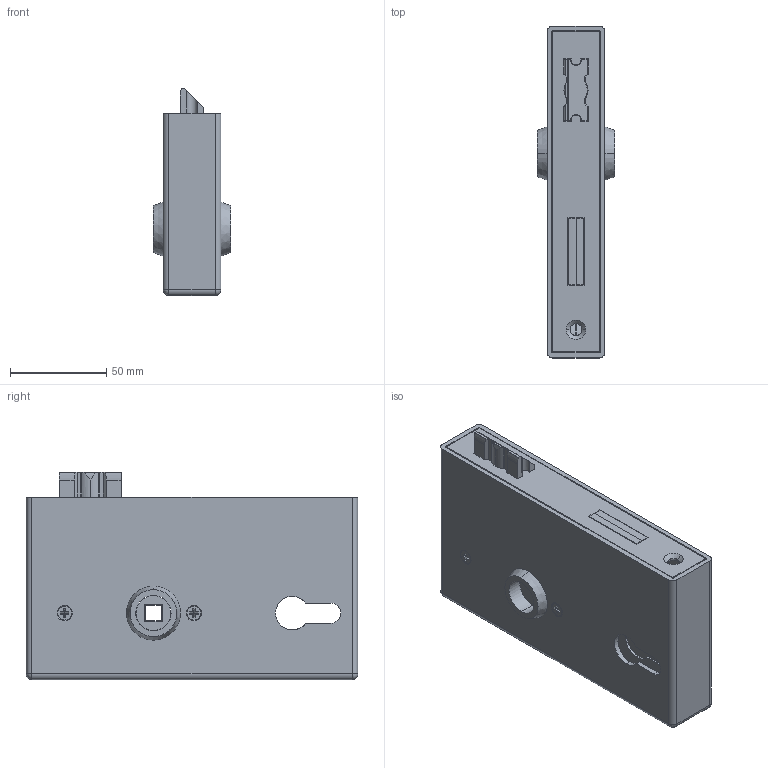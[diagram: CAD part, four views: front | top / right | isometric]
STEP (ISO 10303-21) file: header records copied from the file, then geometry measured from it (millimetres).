
FILE_DESCRIPTION (( 'STEP AP203' ), '1' );
FILE_NAME ('564152.STEP', '2022-02-16T15:31:49', ( '' ), ( '' ), 'SwSTEP 2.0', 'SolidWorks 2018', '' );
FILE_SCHEMA (( 'CONFIG_CONTROL_DESIGN' ));
Length unit declared in the file: millimetre
Products named in the file (13): 564152+3 Teil1_564152 Teil1; DIN 965; 564152+3 Teil1; 564152+3 Teil3; DIN 965_DIN 965 M4x8; 564152+3 Teil2_564152 Teil2; 564152; 564152+3 Teil3_564152+3 Teil3; 564152+3 Teil2
Assembly tree (8 placements, depth 2):
  DIN 965
  564152+3 Teil1
  DIN 965
  564152+3 Teil3
  564152+3 Teil3
Bounding box: 40 x 172 x 107.5 mm (x, y, z)
Volume: 155078.7 mm3; surface area: 157246.7 mm2
Topology: 13 solids, 13 shells, 712 faces, 1852 edges, 1176 vertices
Faces by surface type: plane 346, cylinder 185, bspline 105, cone 54, torus 14, sphere 8
Entity records: 24999 total; most frequent: CARTESIAN_POINT 8853, ORIENTED_EDGE 3260, DIRECTION 2794, EDGE_CURVE 1630, VERTEX_POINT 1050, VECTOR 1044, LINE 1044, AXIS2_PLACEMENT_3D 875
